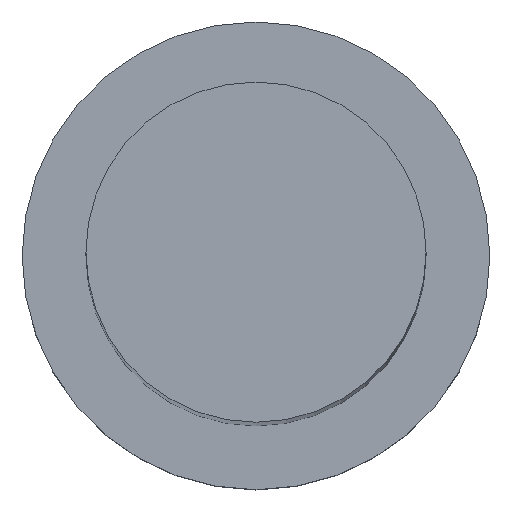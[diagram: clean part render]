
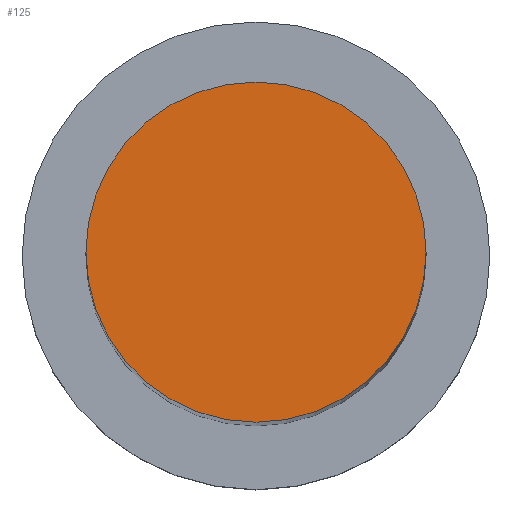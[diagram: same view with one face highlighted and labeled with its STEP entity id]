
A CAD part, top view. The second image highlights one B-rep face of the part: STEP entity #125.
In plain terms, the highlighted planar face has unit normal (0, 0, 1).
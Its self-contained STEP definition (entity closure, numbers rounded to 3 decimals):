
#10 = CARTESIAN_POINT ( 'NONE',  ( 0., 0., 107. ) ) ;
#21 = EDGE_CURVE ( 'NONE', #172, #108, #249, .T. ) ;
#23 = CIRCLE ( 'NONE', #253, 8. ) ;
#42 = EDGE_LOOP ( 'NONE', ( #222, #85 ) ) ;
#52 = AXIS2_PLACEMENT_3D ( 'NONE', #221, #176, #197 ) ;
#60 = FACE_OUTER_BOUND ( 'NONE', #42, .T. ) ;
#85 = ORIENTED_EDGE ( 'NONE', *, *, #139, .T. ) ;
#108 = VERTEX_POINT ( 'NONE', #184 ) ;
#111 = CARTESIAN_POINT ( 'NONE',  ( 0., 0., 107. ) ) ;
#113 = CARTESIAN_POINT ( 'NONE',  ( -8., 0., 107. ) ) ;
#125 = ADVANCED_FACE ( 'NONE', ( #60 ), #181, .T. ) ;
#139 = EDGE_CURVE ( 'NONE', #108, #172, #23, .T. ) ;
#145 = DIRECTION ( 'NONE',  ( 1., 0., 0. ) ) ;
#157 = AXIS2_PLACEMENT_3D ( 'NONE', #111, #171, #237 ) ;
#171 = DIRECTION ( 'NONE',  ( 0., 0., 1. ) ) ;
#172 = VERTEX_POINT ( 'NONE', #113 ) ;
#176 = DIRECTION ( 'NONE',  ( 0., 0., 1. ) ) ;
#181 = PLANE ( 'NONE',  #157 ) ;
#183 = DIRECTION ( 'NONE',  ( 0., 0., 1. ) ) ;
#184 = CARTESIAN_POINT ( 'NONE',  ( 8., 0., 107. ) ) ;
#197 = DIRECTION ( 'NONE',  ( 1., 0., 0. ) ) ;
#221 = CARTESIAN_POINT ( 'NONE',  ( 0., 0., 107. ) ) ;
#222 = ORIENTED_EDGE ( 'NONE', *, *, #21, .T. ) ;
#237 = DIRECTION ( 'NONE',  ( 1., 0., 0. ) ) ;
#249 = CIRCLE ( 'NONE', #52, 8. ) ;
#253 = AXIS2_PLACEMENT_3D ( 'NONE', #10, #183, #145 ) ;
